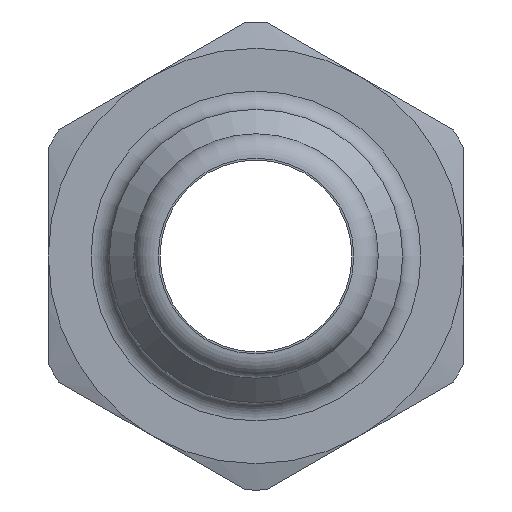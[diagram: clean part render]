
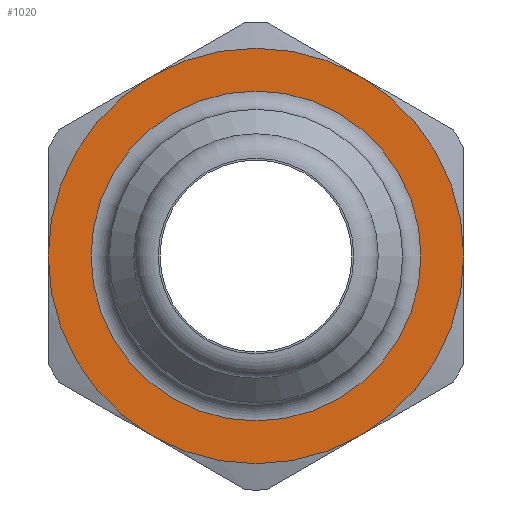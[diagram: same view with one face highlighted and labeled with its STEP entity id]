
A CAD part, left-side view. The second image highlights one B-rep face of the part: STEP entity #1020.
In plain terms, the highlighted planar face has unit normal (-1, 0, 0).
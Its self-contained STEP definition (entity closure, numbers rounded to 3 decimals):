
#143=CARTESIAN_POINT('',(20.0,4.25,-7.361));
#144=VERTEX_POINT('',#143);
#227=CARTESIAN_POINT('',(20.0,-4.25,-7.361));
#228=VERTEX_POINT('',#227);
#311=CARTESIAN_POINT('',(20.0,-8.5,0.));
#312=VERTEX_POINT('',#311);
#395=CARTESIAN_POINT('',(20.0,-4.25,7.361));
#396=VERTEX_POINT('',#395);
#479=CARTESIAN_POINT('',(20.0,4.25,7.361));
#480=VERTEX_POINT('',#479);
#840=CARTESIAN_POINT('',(20.0,8.5,0.0));
#841=VERTEX_POINT('',#840);
#842=CARTESIAN_POINT('',(20.0,0.0,0.0));
#843=DIRECTION('',(1.0,0.0,0.0));
#844=DIRECTION('',(0.0,1.0,0.0));
#845=AXIS2_PLACEMENT_3D('',#842,#843,#844);
#846=CIRCLE('',#845,8.5);
#847=EDGE_CURVE('',#144,#841,#846,.T.);
#886=CARTESIAN_POINT('',(20.0,0.0,0.0));
#887=DIRECTION('',(1.0,0.0,0.0));
#888=DIRECTION('',(0.0,1.0,0.0));
#889=AXIS2_PLACEMENT_3D('',#886,#887,#888);
#890=CIRCLE('',#889,8.5);
#891=EDGE_CURVE('',#841,#480,#890,.T.);
#904=CARTESIAN_POINT('',(20.0,0.0,0.0));
#905=DIRECTION('',(1.0,0.0,0.0));
#906=DIRECTION('',(0.0,1.0,0.0));
#907=AXIS2_PLACEMENT_3D('',#904,#905,#906);
#908=CIRCLE('',#907,8.5);
#909=EDGE_CURVE('',#480,#396,#908,.T.);
#922=CARTESIAN_POINT('',(20.0,0.0,0.0));
#923=DIRECTION('',(1.0,0.0,0.0));
#924=DIRECTION('',(0.0,1.0,0.0));
#925=AXIS2_PLACEMENT_3D('',#922,#923,#924);
#926=CIRCLE('',#925,8.5);
#927=EDGE_CURVE('',#396,#312,#926,.T.);
#940=CARTESIAN_POINT('',(20.0,0.0,0.0));
#941=DIRECTION('',(1.0,0.0,0.0));
#942=DIRECTION('',(0.0,1.0,0.0));
#943=AXIS2_PLACEMENT_3D('',#940,#941,#942);
#944=CIRCLE('',#943,8.5);
#945=EDGE_CURVE('',#312,#228,#944,.T.);
#966=CARTESIAN_POINT('',(20.0,6.75,0.));
#967=VERTEX_POINT('',#966);
#968=CARTESIAN_POINT('',(20.0,0.0,0.0));
#969=DIRECTION('',(-1.0,0.0,0.0));
#970=DIRECTION('',(0.0,-1.0,0.0));
#971=AXIS2_PLACEMENT_3D('',#968,#969,#970);
#972=CIRCLE('',#971,6.75);
#973=EDGE_CURVE('',#967,#967,#972,.T.);
#998=CARTESIAN_POINT('',(20.0,7.25,0.0));
#999=DIRECTION('',(-1.0,0.0,0.0));
#1000=DIRECTION('',(0.0,0.0,1.0));
#1001=AXIS2_PLACEMENT_3D('',#998,#999,#1000);
#1002=PLANE('',#1001);
#1003=ORIENTED_EDGE('',*,*,#891,.F.);
#1004=ORIENTED_EDGE('',*,*,#847,.F.);
#1005=CARTESIAN_POINT('',(20.0,0.0,0.0));
#1006=DIRECTION('',(1.0,0.0,0.0));
#1007=DIRECTION('',(0.0,1.0,0.0));
#1008=AXIS2_PLACEMENT_3D('',#1005,#1006,#1007);
#1009=CIRCLE('',#1008,8.5);
#1010=EDGE_CURVE('',#228,#144,#1009,.T.);
#1011=ORIENTED_EDGE('',*,*,#1010,.F.);
#1012=ORIENTED_EDGE('',*,*,#945,.F.);
#1013=ORIENTED_EDGE('',*,*,#927,.F.);
#1014=ORIENTED_EDGE('',*,*,#909,.F.);
#1015=EDGE_LOOP('',(#1003,#1004,#1011,#1012,#1013,#1014));
#1016=FACE_OUTER_BOUND('',#1015,.T.);
#1017=ORIENTED_EDGE('',*,*,#973,.F.);
#1018=EDGE_LOOP('',(#1017));
#1019=FACE_BOUND('',#1018,.T.);
#1020=ADVANCED_FACE('',(#1016,#1019),#1002,.T.);
